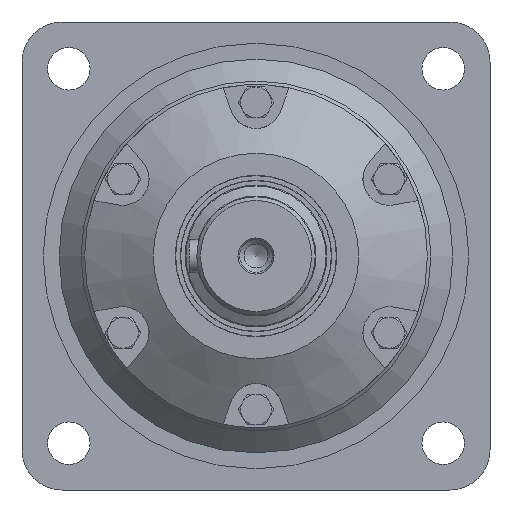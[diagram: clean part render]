
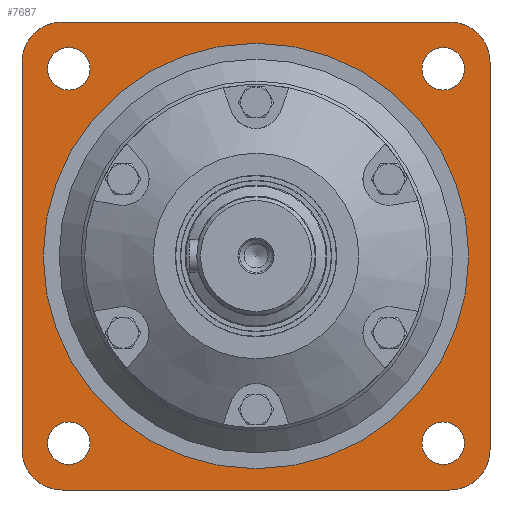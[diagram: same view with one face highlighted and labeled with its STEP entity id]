
A CAD part, left-side view. The second image highlights one B-rep face of the part: STEP entity #7687.
In plain terms, the highlighted planar face has unit normal (-1, 0, 0).
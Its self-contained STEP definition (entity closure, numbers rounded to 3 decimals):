
#889=LINE('',#13101,#1401);
#890=LINE('',#13106,#1402);
#891=LINE('',#13110,#1403);
#892=LINE('',#13114,#1404);
#1401=VECTOR('',#10555,1000.);
#1402=VECTOR('',#10558,1000.);
#1403=VECTOR('',#10561,1000.);
#1404=VECTOR('',#10564,1000.);
#2904=ORIENTED_EDGE('',*,*,#4285,.T.);
#2905=ORIENTED_EDGE('',*,*,#4354,.T.);
#2906=ORIENTED_EDGE('',*,*,#4355,.T.);
#2907=ORIENTED_EDGE('',*,*,#4356,.T.);
#2908=ORIENTED_EDGE('',*,*,#4357,.T.);
#2909=ORIENTED_EDGE('',*,*,#4358,.F.);
#2910=ORIENTED_EDGE('',*,*,#4359,.F.);
#2911=ORIENTED_EDGE('',*,*,#4360,.F.);
#2912=ORIENTED_EDGE('',*,*,#4361,.F.);
#2913=ORIENTED_EDGE('',*,*,#4362,.F.);
#2914=ORIENTED_EDGE('',*,*,#4363,.F.);
#2915=ORIENTED_EDGE('',*,*,#4364,.F.);
#2916=ORIENTED_EDGE('',*,*,#4365,.F.);
#4285=EDGE_CURVE('',#5119,#5119,#5575,.T.);
#4354=EDGE_CURVE('',#5182,#5182,#5610,.T.);
#4355=EDGE_CURVE('',#5183,#5183,#5611,.T.);
#4356=EDGE_CURVE('',#5184,#5184,#5612,.T.);
#4357=EDGE_CURVE('',#5185,#5185,#5613,.T.);
#4358=EDGE_CURVE('',#5186,#5187,#889,.T.);
#4359=EDGE_CURVE('',#5188,#5186,#5614,.T.);
#4360=EDGE_CURVE('',#5189,#5188,#890,.T.);
#4361=EDGE_CURVE('',#5190,#5189,#5615,.T.);
#4362=EDGE_CURVE('',#5191,#5190,#891,.T.);
#4363=EDGE_CURVE('',#5192,#5191,#5616,.T.);
#4364=EDGE_CURVE('',#5193,#5192,#892,.T.);
#4365=EDGE_CURVE('',#5187,#5193,#5617,.T.);
#5119=VERTEX_POINT('',#12850);
#5182=VERTEX_POINT('',#13094);
#5183=VERTEX_POINT('',#13096);
#5184=VERTEX_POINT('',#13098);
#5185=VERTEX_POINT('',#13100);
#5186=VERTEX_POINT('',#13102);
#5187=VERTEX_POINT('',#13103);
#5188=VERTEX_POINT('',#13105);
#5189=VERTEX_POINT('',#13107);
#5190=VERTEX_POINT('',#13109);
#5191=VERTEX_POINT('',#13111);
#5192=VERTEX_POINT('',#13113);
#5193=VERTEX_POINT('',#13115);
#5575=CIRCLE('',#8510,90.);
#5610=CIRCLE('',#8561,9.);
#5611=CIRCLE('',#8562,9.);
#5612=CIRCLE('',#8563,9.);
#5613=CIRCLE('',#8564,9.);
#5614=CIRCLE('',#8565,17.);
#5615=CIRCLE('',#8566,17.);
#5616=CIRCLE('',#8567,17.);
#5617=CIRCLE('',#8568,17.);
#6171=EDGE_LOOP('',(#2904));
#6172=EDGE_LOOP('',(#2905));
#6173=EDGE_LOOP('',(#2906));
#6174=EDGE_LOOP('',(#2907));
#6175=EDGE_LOOP('',(#2908));
#6176=EDGE_LOOP('',(#2909,#2910,#2911,#2912,#2913,#2914,#2915,#2916));
#6864=FACE_BOUND('',#6171,.T.);
#6865=FACE_BOUND('',#6172,.T.);
#6866=FACE_BOUND('',#6173,.T.);
#6867=FACE_BOUND('',#6174,.T.);
#6868=FACE_BOUND('',#6175,.T.);
#6869=FACE_BOUND('',#6176,.T.);
#7270=PLANE('',#8560);
#7687=ADVANCED_FACE('',(#6864,#6865,#6866,#6867,#6868,#6869),#7270,.F.);
#8510=AXIS2_PLACEMENT_3D('',#12849,#10429,#10430);
#8560=AXIS2_PLACEMENT_3D('',#13092,#10545,#10546);
#8561=AXIS2_PLACEMENT_3D('',#13093,#10547,#10548);
#8562=AXIS2_PLACEMENT_3D('',#13095,#10549,#10550);
#8563=AXIS2_PLACEMENT_3D('',#13097,#10551,#10552);
#8564=AXIS2_PLACEMENT_3D('',#13099,#10553,#10554);
#8565=AXIS2_PLACEMENT_3D('',#13104,#10556,#10557);
#8566=AXIS2_PLACEMENT_3D('',#13108,#10559,#10560);
#8567=AXIS2_PLACEMENT_3D('',#13112,#10562,#10563);
#8568=AXIS2_PLACEMENT_3D('',#13116,#10565,#10566);
#10429=DIRECTION('',(1.,0.,0.));
#10430=DIRECTION('',(0.,0.,-1.));
#10545=DIRECTION('',(1.,0.,0.));
#10546=DIRECTION('',(0.,0.,-1.));
#10547=DIRECTION('',(1.,0.,0.));
#10548=DIRECTION('',(0.,0.,-1.));
#10549=DIRECTION('',(1.,0.,0.));
#10550=DIRECTION('',(0.,0.,-1.));
#10551=DIRECTION('',(1.,0.,0.));
#10552=DIRECTION('',(0.,0.,-1.));
#10553=DIRECTION('',(1.,0.,0.));
#10554=DIRECTION('',(0.,0.,-1.));
#10555=DIRECTION('',(0.,-1.,0.));
#10556=DIRECTION('',(1.,0.,0.));
#10557=DIRECTION('',(0.,0.,-1.));
#10558=DIRECTION('',(0.,0.,1.));
#10559=DIRECTION('',(1.,0.,0.));
#10560=DIRECTION('',(0.,0.,-1.));
#10561=DIRECTION('',(0.,1.,0.));
#10562=DIRECTION('',(1.,0.,0.));
#10563=DIRECTION('',(0.,0.,-1.));
#10564=DIRECTION('',(0.,0.,-1.));
#10565=DIRECTION('',(1.,0.,0.));
#10566=DIRECTION('',(0.,0.,-1.));
#12849=CARTESIAN_POINT('',(107.4,0.,0.));
#12850=CARTESIAN_POINT('',(107.4,0.,-90.));
#13092=CARTESIAN_POINT('',(107.4,-82.,82.));
#13093=CARTESIAN_POINT('',(107.4,-79.196,79.196));
#13094=CARTESIAN_POINT('',(107.4,-79.196,70.196));
#13095=CARTESIAN_POINT('',(107.4,79.196,79.196));
#13096=CARTESIAN_POINT('',(107.4,79.196,70.196));
#13097=CARTESIAN_POINT('',(107.4,79.196,-79.196));
#13098=CARTESIAN_POINT('',(107.4,79.196,-88.196));
#13099=CARTESIAN_POINT('',(107.4,-79.196,-79.196));
#13100=CARTESIAN_POINT('',(107.4,-79.196,-88.196));
#13101=CARTESIAN_POINT('',(107.4,82.,99.));
#13102=CARTESIAN_POINT('',(107.4,82.,99.));
#13103=CARTESIAN_POINT('',(107.4,-82.,99.));
#13104=CARTESIAN_POINT('',(107.4,82.,82.));
#13105=CARTESIAN_POINT('',(107.4,99.,82.));
#13106=CARTESIAN_POINT('',(107.4,99.,-82.));
#13107=CARTESIAN_POINT('',(107.4,99.,-82.));
#13108=CARTESIAN_POINT('',(107.4,82.,-82.));
#13109=CARTESIAN_POINT('',(107.4,82.,-99.));
#13110=CARTESIAN_POINT('',(107.4,-82.,-99.));
#13111=CARTESIAN_POINT('',(107.4,-82.,-99.));
#13112=CARTESIAN_POINT('',(107.4,-82.,-82.));
#13113=CARTESIAN_POINT('',(107.4,-99.,-82.));
#13114=CARTESIAN_POINT('',(107.4,-99.,82.));
#13115=CARTESIAN_POINT('',(107.4,-99.,82.));
#13116=CARTESIAN_POINT('',(107.4,-82.,82.));
